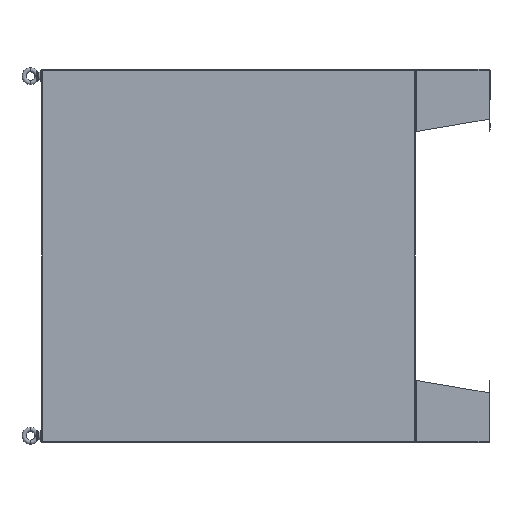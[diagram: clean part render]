
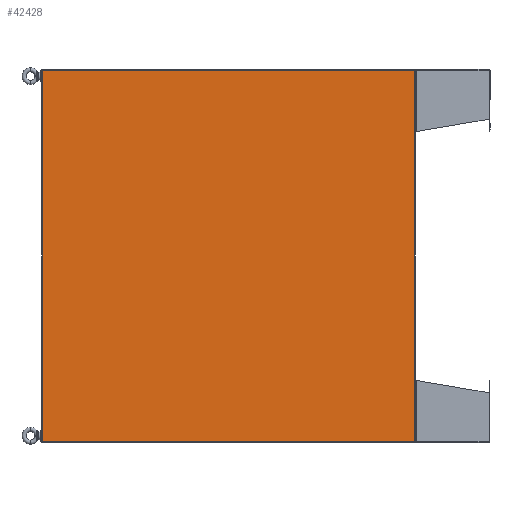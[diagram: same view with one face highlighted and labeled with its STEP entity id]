
A CAD part, left-side view. The second image highlights one B-rep face of the part: STEP entity #42428.
In plain terms, the highlighted face is planar.
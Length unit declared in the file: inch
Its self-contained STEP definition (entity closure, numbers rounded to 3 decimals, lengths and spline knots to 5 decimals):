
#5731 = LINE ( 'NONE', #58732, #66832 ) ;
#14986 = VECTOR ( 'NONE', #98878, 39.37008 ) ;
#19244 = ORIENTED_EDGE ( 'NONE', *, *, #156960, .F. ) ;
#24258 = VECTOR ( 'NONE', #170046, 39.37008 ) ;
#30676 = CARTESIAN_POINT ( 'NONE',  ( 29.8885, 0.095, -29.9675 ) ) ;
#38077 = CARTESIAN_POINT ( 'NONE',  ( -29.8885, 0.095, 29.9675 ) ) ;
#42428 = ADVANCED_FACE ( 'NONE', ( #59179 ), #74153, .F. ) ;
#58732 = CARTESIAN_POINT ( 'NONE',  ( -30.0315, 0.095, 29.9675 ) ) ;
#59179 = FACE_OUTER_BOUND ( 'NONE', #191389, .T. ) ;
#59519 = CARTESIAN_POINT ( 'NONE',  ( 29.8885, 0.095, 29.9675 ) ) ;
#61633 = CARTESIAN_POINT ( 'NONE',  ( -29.8885, 0.095, -29.9675 ) ) ;
#64838 = VERTEX_POINT ( 'NONE', #61633 ) ;
#66832 = VECTOR ( 'NONE', #152930, 39.37008 ) ;
#73562 = VERTEX_POINT ( 'NONE', #106980 ) ;
#74153 = PLANE ( 'NONE',  #160502 ) ;
#89349 = VERTEX_POINT ( 'NONE', #38077 ) ;
#98116 = EDGE_CURVE ( 'NONE', #156355, #89349, #5731, .T. ) ;
#98878 = DIRECTION ( 'NONE',  ( 0., 0., -1. ) ) ;
#101386 = EDGE_CURVE ( 'NONE', #89349, #64838, #176365, .T. ) ;
#104723 = ORIENTED_EDGE ( 'NONE', *, *, #98116, .F. ) ;
#106980 = CARTESIAN_POINT ( 'NONE',  ( 29.8885, 0.095, -29.9675 ) ) ;
#115053 = EDGE_CURVE ( 'NONE', #64838, #73562, #171916, .T. ) ;
#120450 = DIRECTION ( 'NONE',  ( 1., 0., 0. ) ) ;
#151976 = DIRECTION ( 'NONE',  ( 0., 0., -1. ) ) ;
#152584 = CARTESIAN_POINT ( 'NONE',  ( -30.0315, 0.095, -29.9675 ) ) ;
#152930 = DIRECTION ( 'NONE',  ( -1., 0., 0. ) ) ;
#153756 = LINE ( 'NONE', #30676, #24258 ) ;
#156355 = VERTEX_POINT ( 'NONE', #59519 ) ;
#156960 = EDGE_CURVE ( 'NONE', #73562, #156355, #153756, .T. ) ;
#160502 = AXIS2_PLACEMENT_3D ( 'NONE', #169154, #183587, #151976 ) ;
#169154 = CARTESIAN_POINT ( 'NONE',  ( -30.0315, 0.095, -29.9675 ) ) ;
#170046 = DIRECTION ( 'NONE',  ( 0., 0., 1. ) ) ;
#171916 = LINE ( 'NONE', #152584, #184367 ) ;
#176365 = LINE ( 'NONE', #192719, #14986 ) ;
#183587 = DIRECTION ( 'NONE',  ( 0., -1., 0. ) ) ;
#184367 = VECTOR ( 'NONE', #120450, 39.37008 ) ;
#191389 = EDGE_LOOP ( 'NONE', ( #193724, #104723, #19244, #193591 ) ) ;
#192719 = CARTESIAN_POINT ( 'NONE',  ( -29.8885, 0.095, -29.9675 ) ) ;
#193591 = ORIENTED_EDGE ( 'NONE', *, *, #115053, .F. ) ;
#193724 = ORIENTED_EDGE ( 'NONE', *, *, #101386, .F. ) ;
